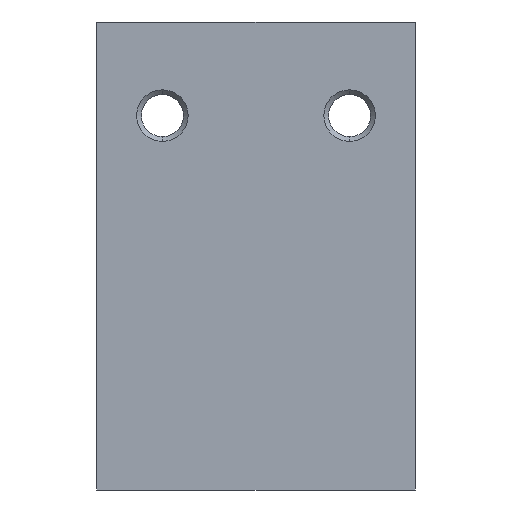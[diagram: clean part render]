
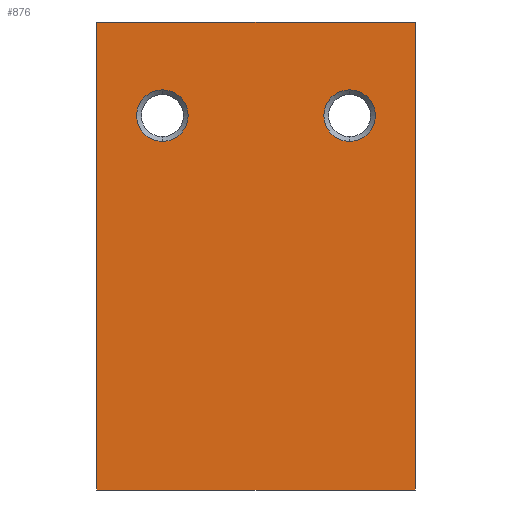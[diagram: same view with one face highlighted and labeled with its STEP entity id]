
A CAD part, front view. The second image highlights one B-rep face of the part: STEP entity #876.
In plain terms, the highlighted planar face has unit normal (0, -1, 0).
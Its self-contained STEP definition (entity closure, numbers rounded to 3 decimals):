
#20 = EDGE_CURVE ( 'NONE', #374, #367, #124, .T. ) ;
#55 = ORIENTED_EDGE ( 'NONE', *, *, #775, .F. ) ;
#59 = DIRECTION ( 'NONE',  ( 0., 0., 1. ) ) ;
#67 = AXIS2_PLACEMENT_3D ( 'NONE', #1350, #1625, #872 ) ;
#78 = CARTESIAN_POINT ( 'NONE',  ( 0., 0., 17.75 ) ) ;
#92 = CIRCLE ( 'NONE', #1259, 2.75 ) ;
#109 = EDGE_CURVE ( 'NONE', #367, #374, #513, .T. ) ;
#124 = CIRCLE ( 'NONE', #1525, 2.75 ) ;
#132 = CARTESIAN_POINT ( 'NONE',  ( 0., 0., 15. ) ) ;
#134 = DIRECTION ( 'NONE',  ( -1., 0., 0. ) ) ;
#139 = EDGE_CURVE ( 'NONE', #971, #189, #92, .T. ) ;
#157 = CARTESIAN_POINT ( 'NONE',  ( 10., 0., 25. ) ) ;
#161 = DIRECTION ( 'NONE',  ( 0., 1., 0. ) ) ;
#189 = VERTEX_POINT ( 'NONE', #1268 ) ;
#206 = VERTEX_POINT ( 'NONE', #1393 ) ;
#232 = ORIENTED_EDGE ( 'NONE', *, *, #109, .T. ) ;
#237 = CARTESIAN_POINT ( 'NONE',  ( 20., 0., 12.25 ) ) ;
#244 = ORIENTED_EDGE ( 'NONE', *, *, #542, .F. ) ;
#249 = CARTESIAN_POINT ( 'NONE',  ( 27., 0., -25. ) ) ;
#337 = DIRECTION ( 'NONE',  ( 0., 0., 1. ) ) ;
#367 = VERTEX_POINT ( 'NONE', #930 ) ;
#374 = VERTEX_POINT ( 'NONE', #78 ) ;
#378 = CARTESIAN_POINT ( 'NONE',  ( 0., 0., 15. ) ) ;
#401 = EDGE_LOOP ( 'NONE', ( #415, #55, #1530, #1479 ) ) ;
#413 = CARTESIAN_POINT ( 'NONE',  ( 20., 0., 15. ) ) ;
#415 = ORIENTED_EDGE ( 'NONE', *, *, #703, .F. ) ;
#448 = FACE_BOUND ( 'NONE', #1592, .T. ) ;
#487 = VECTOR ( 'NONE', #1007, 1000. ) ;
#497 = LINE ( 'NONE', #880, #487 ) ;
#513 = CIRCLE ( 'NONE', #755, 2.75 ) ;
#516 = CARTESIAN_POINT ( 'NONE',  ( -7., 0., 25. ) ) ;
#519 = LINE ( 'NONE', #1270, #1578 ) ;
#542 = EDGE_CURVE ( 'NONE', #189, #971, #1231, .T. ) ;
#565 = EDGE_CURVE ( 'NONE', #583, #206, #497, .T. ) ;
#583 = VERTEX_POINT ( 'NONE', #249 ) ;
#631 = DIRECTION ( 'NONE',  ( 0., 1., 0. ) ) ;
#640 = DIRECTION ( 'NONE',  ( 0., 0., 1. ) ) ;
#663 = DIRECTION ( 'NONE',  ( -1., 0., 0. ) ) ;
#677 = CARTESIAN_POINT ( 'NONE',  ( 10., 0., 25. ) ) ;
#703 = EDGE_CURVE ( 'NONE', #813, #1121, #1478, .T. ) ;
#755 = AXIS2_PLACEMENT_3D ( 'NONE', #132, #161, #1533 ) ;
#770 = LINE ( 'NONE', #157, #864 ) ;
#775 = EDGE_CURVE ( 'NONE', #583, #813, #519, .T. ) ;
#803 = FACE_OUTER_BOUND ( 'NONE', #401, .T. ) ;
#813 = VERTEX_POINT ( 'NONE', #832 ) ;
#825 = PLANE ( 'NONE',  #1317 ) ;
#832 = CARTESIAN_POINT ( 'NONE',  ( -7., 0., -25. ) ) ;
#864 = VECTOR ( 'NONE', #663, 1000. ) ;
#872 = DIRECTION ( 'NONE',  ( 0., 0., 1. ) ) ;
#876 = ADVANCED_FACE ( 'NONE', ( #448, #934, #803 ), #825, .F. ) ;
#880 = CARTESIAN_POINT ( 'NONE',  ( 27., 0., -25. ) ) ;
#900 = DIRECTION ( 'NONE',  ( 0., -1., 0. ) ) ;
#930 = CARTESIAN_POINT ( 'NONE',  ( 0., 0., 12.25 ) ) ;
#934 = FACE_BOUND ( 'NONE', #1468, .T. ) ;
#971 = VERTEX_POINT ( 'NONE', #237 ) ;
#998 = ORIENTED_EDGE ( 'NONE', *, *, #20, .T. ) ;
#1007 = DIRECTION ( 'NONE',  ( 0., 0., 1. ) ) ;
#1076 = ORIENTED_EDGE ( 'NONE', *, *, #139, .F. ) ;
#1088 = DIRECTION ( 'NONE',  ( 0., 0., 1. ) ) ;
#1091 = EDGE_CURVE ( 'NONE', #206, #1121, #770, .T. ) ;
#1121 = VERTEX_POINT ( 'NONE', #516 ) ;
#1179 = DIRECTION ( 'NONE',  ( 0., 1., 0. ) ) ;
#1231 = CIRCLE ( 'NONE', #67, 2.75 ) ;
#1259 = AXIS2_PLACEMENT_3D ( 'NONE', #413, #900, #640 ) ;
#1262 = VECTOR ( 'NONE', #337, 1000. ) ;
#1268 = CARTESIAN_POINT ( 'NONE',  ( 20., 0., 17.75 ) ) ;
#1270 = CARTESIAN_POINT ( 'NONE',  ( 10., 0., -25. ) ) ;
#1317 = AXIS2_PLACEMENT_3D ( 'NONE', #677, #1179, #59 ) ;
#1350 = CARTESIAN_POINT ( 'NONE',  ( 20., 0., 15. ) ) ;
#1354 = CARTESIAN_POINT ( 'NONE',  ( -7., 0., -25. ) ) ;
#1393 = CARTESIAN_POINT ( 'NONE',  ( 27., 0., 25. ) ) ;
#1468 = EDGE_LOOP ( 'NONE', ( #1076, #244 ) ) ;
#1478 = LINE ( 'NONE', #1354, #1262 ) ;
#1479 = ORIENTED_EDGE ( 'NONE', *, *, #1091, .T. ) ;
#1525 = AXIS2_PLACEMENT_3D ( 'NONE', #378, #631, #1088 ) ;
#1530 = ORIENTED_EDGE ( 'NONE', *, *, #565, .T. ) ;
#1533 = DIRECTION ( 'NONE',  ( 0., 0., 1. ) ) ;
#1578 = VECTOR ( 'NONE', #134, 1000. ) ;
#1592 = EDGE_LOOP ( 'NONE', ( #232, #998 ) ) ;
#1625 = DIRECTION ( 'NONE',  ( 0., -1., 0. ) ) ;
